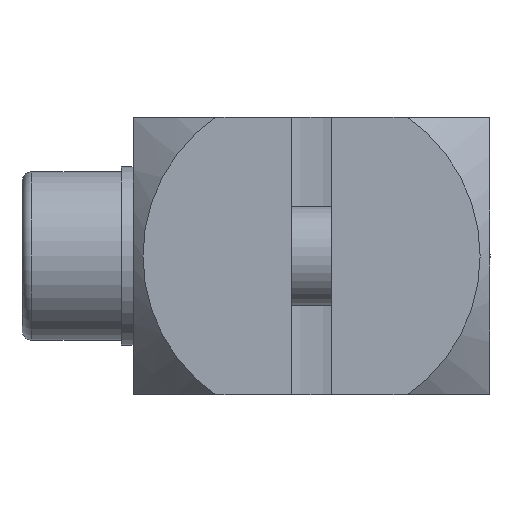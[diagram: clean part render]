
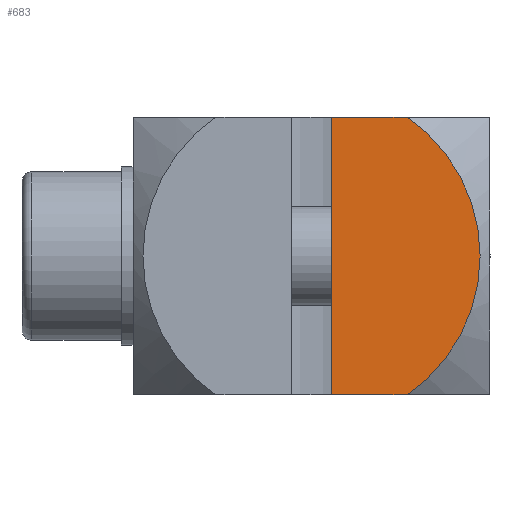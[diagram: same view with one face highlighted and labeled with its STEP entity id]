
A CAD part, left-side view. The second image highlights one B-rep face of the part: STEP entity #683.
In plain terms, the highlighted planar face has unit normal (-1, 0, 0).
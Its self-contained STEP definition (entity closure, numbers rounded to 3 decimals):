
#336=CARTESIAN_POINT('',(-16.0,-4.822,7.));
#337=VERTEX_POINT('',#336);
#351=CARTESIAN_POINT('',(-16.0,-4.822,-7.));
#352=VERTEX_POINT('',#351);
#353=CARTESIAN_POINT('',(-16.0,0.,0.0));
#354=DIRECTION('',(1.0,0.0,0.0));
#355=DIRECTION('',(0.0,0.0,-1.0));
#356=AXIS2_PLACEMENT_3D('',#353,#354,#355);
#357=CIRCLE('',#356,8.5);
#358=EDGE_CURVE('',#337,#352,#357,.T.);
#570=CARTESIAN_POINT('',(-16.0,-1.,-7.));
#571=VERTEX_POINT('',#570);
#572=CARTESIAN_POINT('',(-16.0,-1.,-7.));
#573=DIRECTION('',(0.0,-1.0,0.0));
#574=VECTOR('',#573,3.822);
#575=LINE('',#572,#574);
#576=EDGE_CURVE('',#571,#352,#575,.T.);
#660=CARTESIAN_POINT('',(-16.,-9.,0.0));
#661=DIRECTION('',(-1.0,0.0,0.0));
#662=DIRECTION('',(0.0,0.0,1.0));
#663=AXIS2_PLACEMENT_3D('',#660,#661,#662);
#664=PLANE('',#663);
#665=ORIENTED_EDGE('',*,*,#358,.F.);
#666=CARTESIAN_POINT('',(-16.0,-1.,7.));
#667=VERTEX_POINT('',#666);
#668=CARTESIAN_POINT('',(-16.0,-4.822,7.));
#669=DIRECTION('',(0.0,1.0,0.0));
#670=VECTOR('',#669,3.822);
#671=LINE('',#668,#670);
#672=EDGE_CURVE('',#337,#667,#671,.T.);
#673=ORIENTED_EDGE('',*,*,#672,.T.);
#674=CARTESIAN_POINT('',(-16.0,-1.,-7.));
#675=DIRECTION('',(0.0,0.0,1.0));
#676=VECTOR('',#675,14.);
#677=LINE('',#674,#676);
#678=EDGE_CURVE('',#571,#667,#677,.T.);
#679=ORIENTED_EDGE('',*,*,#678,.F.);
#680=ORIENTED_EDGE('',*,*,#576,.T.);
#681=EDGE_LOOP('',(#665,#673,#679,#680));
#682=FACE_OUTER_BOUND('',#681,.T.);
#683=ADVANCED_FACE('',(#682),#664,.T.);
